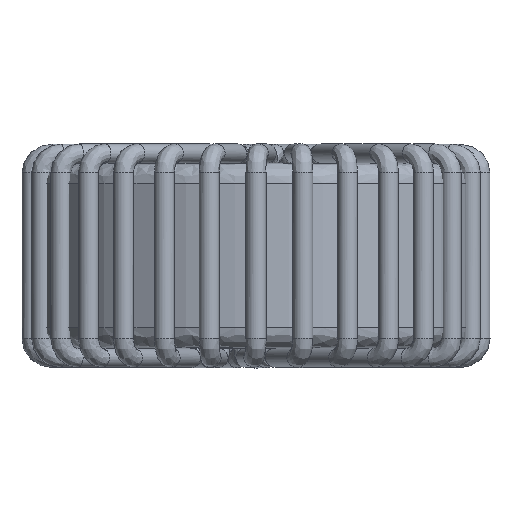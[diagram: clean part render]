
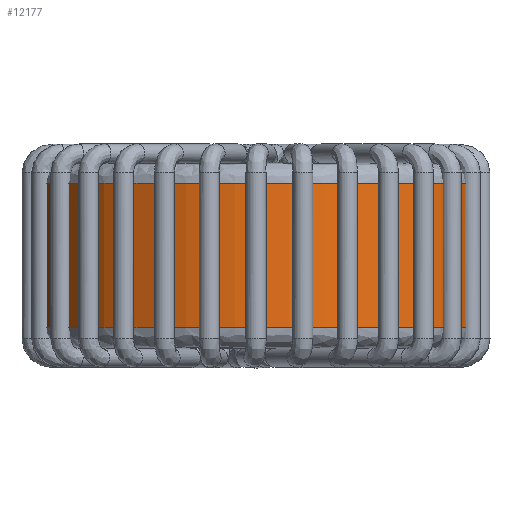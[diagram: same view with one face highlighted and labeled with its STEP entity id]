
A CAD part, top view. The second image highlights one B-rep face of the part: STEP entity #12177.
In plain terms, the highlighted free-form (B-spline) face has degree [2, 1] with [7, 2] control points.
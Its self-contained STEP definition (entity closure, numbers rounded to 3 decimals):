
#12177 = ADVANCED_FACE('',(#12178),#12210,.T.);
#12178 = FACE_BOUND('',#12179,.T.);
#12179 = EDGE_LOOP('',(#12180,#12189,#12199,#12200));
#12180 = ORIENTED_EDGE('',*,*,#12181,.F.);
#12181 = EDGE_CURVE('',#12182,#12184,#12186,.T.);
#12182 = VERTEX_POINT('',#12183);
#12183 = CARTESIAN_POINT('',(0.,-2.15,13.365));
#12184 = VERTEX_POINT('',#12185);
#12185 = CARTESIAN_POINT('',(0.,2.15,13.365));
#12186 = B_SPLINE_CURVE_WITH_KNOTS('',1,(#12187,#12188),.UNSPECIFIED.,
  .F.,.F.,(2,2),(0.6,4.9),.PIECEWISE_BEZIER_KNOTS.);
#12187 = CARTESIAN_POINT('',(0.,-2.15,13.365));
#12188 = CARTESIAN_POINT('',(0.,2.15,13.365));
#12189 = ORIENTED_EDGE('',*,*,#12190,.T.);
#12190 = EDGE_CURVE('',#12182,#12182,#12191,.T.);
#12191 = ( BOUNDED_CURVE() B_SPLINE_CURVE(2,(#12192,#12193,#12194,#12195
    ,#12196,#12197,#12198),.UNSPECIFIED.,.T.,.F.) 
B_SPLINE_CURVE_WITH_KNOTS((1,2,2,2,2,1),(-2.094,0.,
    2.094,4.189,6.283,8.378),
.UNSPECIFIED.) CURVE() GEOMETRIC_REPRESENTATION_ITEM() 
RATIONAL_B_SPLINE_CURVE((1.,0.5,1.,0.5,1.,0.5,1.)) REPRESENTATION_ITEM(
  '') );
#12192 = CARTESIAN_POINT('',(0.,-2.15,13.365));
#12193 = CARTESIAN_POINT('',(11.605,-2.15,13.365));
#12194 = CARTESIAN_POINT('',(5.802,-2.15,3.818));
#12195 = CARTESIAN_POINT('',(0.,-2.15,-5.73));
#12196 = CARTESIAN_POINT('',(-5.802,-2.15,3.818));
#12197 = CARTESIAN_POINT('',(-11.605,-2.15,13.365));
#12198 = CARTESIAN_POINT('',(0.,-2.15,13.365));
#12199 = ORIENTED_EDGE('',*,*,#12181,.T.);
#12200 = ORIENTED_EDGE('',*,*,#12201,.F.);
#12201 = EDGE_CURVE('',#12184,#12184,#12202,.T.);
#12202 = ( BOUNDED_CURVE() B_SPLINE_CURVE(2,(#12203,#12204,#12205,#12206
    ,#12207,#12208,#12209),.UNSPECIFIED.,.T.,.F.) 
B_SPLINE_CURVE_WITH_KNOTS((1,2,2,2,2,1),(-2.094,0.,
    2.094,4.189,6.283,8.378),
.UNSPECIFIED.) CURVE() GEOMETRIC_REPRESENTATION_ITEM() 
RATIONAL_B_SPLINE_CURVE((1.,0.5,1.,0.5,1.,0.5,1.)) REPRESENTATION_ITEM(
  '') );
#12203 = CARTESIAN_POINT('',(0.,2.15,13.365));
#12204 = CARTESIAN_POINT('',(11.605,2.15,13.365));
#12205 = CARTESIAN_POINT('',(5.802,2.15,3.818));
#12206 = CARTESIAN_POINT('',(0.,2.15,-5.73));
#12207 = CARTESIAN_POINT('',(-5.802,2.15,3.818));
#12208 = CARTESIAN_POINT('',(-11.605,2.15,13.365));
#12209 = CARTESIAN_POINT('',(0.,2.15,13.365));
#12210 = ( BOUNDED_SURFACE() B_SPLINE_SURFACE(2,1,(
    (#12211,#12212)
    ,(#12213,#12214)
    ,(#12215,#12216)
    ,(#12217,#12218)
    ,(#12219,#12220)
    ,(#12221,#12222)
    ,(#12223,#12224
)),.UNSPECIFIED.,.T.,.F.,.F.) B_SPLINE_SURFACE_WITH_KNOTS((3,2,2,3),(2,2
    ),(0.,2.094,4.189,6.283),(0.6,4.9),
.PIECEWISE_BEZIER_KNOTS.) GEOMETRIC_REPRESENTATION_ITEM() 
RATIONAL_B_SPLINE_SURFACE((
    (1.,1.)
    ,(0.5,0.5)
    ,(1.,1.)
    ,(0.5,0.5)
    ,(1.,1.)
    ,(0.5,0.5)
,(1.,1.))) REPRESENTATION_ITEM('') SURFACE() );
#12211 = CARTESIAN_POINT('',(0.,-2.15,13.365));
#12212 = CARTESIAN_POINT('',(0.,2.15,13.365));
#12213 = CARTESIAN_POINT('',(11.605,-2.15,13.365));
#12214 = CARTESIAN_POINT('',(11.605,2.15,13.365));
#12215 = CARTESIAN_POINT('',(5.802,-2.15,3.818));
#12216 = CARTESIAN_POINT('',(5.802,2.15,3.818));
#12217 = CARTESIAN_POINT('',(0.,-2.15,-5.73));
#12218 = CARTESIAN_POINT('',(0.,2.15,-5.73));
#12219 = CARTESIAN_POINT('',(-5.802,-2.15,3.818));
#12220 = CARTESIAN_POINT('',(-5.802,2.15,3.818));
#12221 = CARTESIAN_POINT('',(-11.605,-2.15,13.365));
#12222 = CARTESIAN_POINT('',(-11.605,2.15,13.365));
#12223 = CARTESIAN_POINT('',(0.,-2.15,13.365));
#12224 = CARTESIAN_POINT('',(0.,2.15,13.365));
